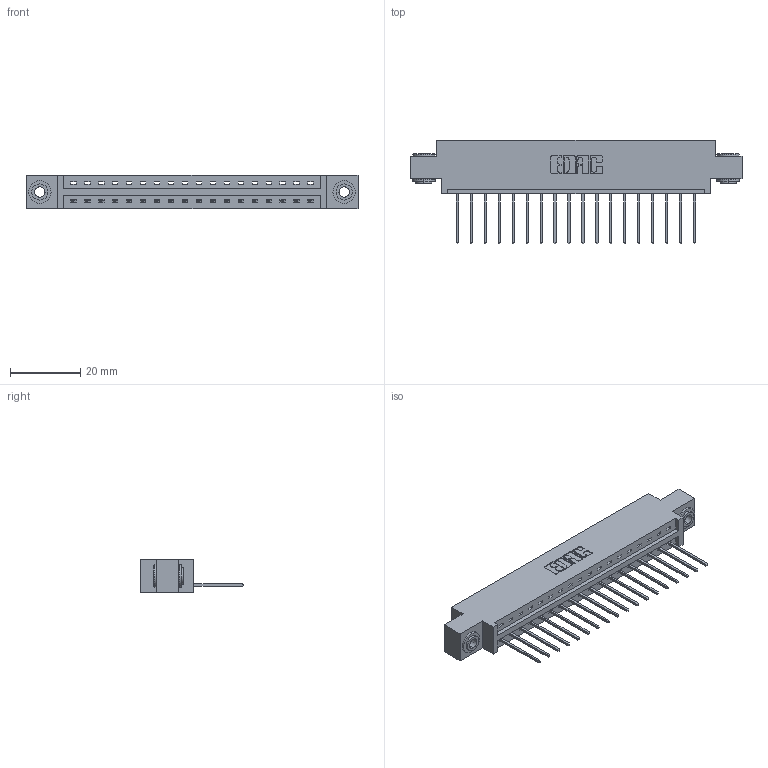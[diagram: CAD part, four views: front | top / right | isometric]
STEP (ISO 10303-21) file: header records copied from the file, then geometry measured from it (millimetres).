
FILE_DESCRIPTION (( 'STEP AP203' ), '1' );
FILE_NAME ('337-018-540-603.STEP', '2018-08-05T00:41:14', ( '' ), ( '' ), 'SwSTEP 2.0', 'SolidWorks 2016', '' );
FILE_SCHEMA (( 'CONFIG_CONTROL_DESIGN' ));
Length unit declared in the file: inch
Products named in the file (4): 337 Part_0.170 Offset - 0.156 Dia-TH; 345-292-001_345-293-140; 345-250-002_345-250-002-102; 337-018-540-603
Assembly tree (21 placements, depth 2):
  337-018-540-603
    337 Part_0.170 Offset - 0.156 Dia-TH
    345-292-001_345-293-140  x18
    345-250-002_345-250-002-102  x2
Bounding box: 94.34 x 29.47 x 9.4 mm (x, y, z)
Volume: 9430.5 mm3; surface area: 10121.9 mm2
Topology: 21 solids, 21 shells, 1272 faces, 3783 edges, 2494 vertices
Faces by surface type: plane 912, cylinder 352, cone 8
Entity records: 17284 total; most frequent: CARTESIAN_POINT 2987, ORIENTED_EDGE 2934, DIRECTION 2597, EDGE_CURVE 1467, VECTOR 1315, LINE 1315, VERTEX_POINT 974, AXIS2_PLACEMENT_3D 641
